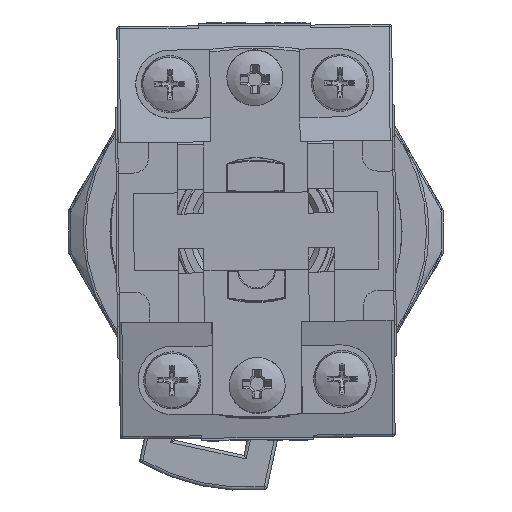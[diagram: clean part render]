
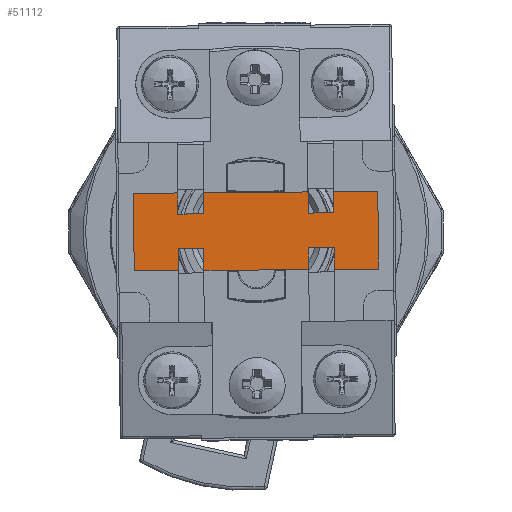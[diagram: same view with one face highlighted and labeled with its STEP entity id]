
A CAD part, front view. The second image highlights one B-rep face of the part: STEP entity #51112.
In plain terms, the highlighted face is planar.
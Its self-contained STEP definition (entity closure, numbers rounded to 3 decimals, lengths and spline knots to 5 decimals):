
#3001=LINE('',#121083,#7464);
#3016=LINE('',#121142,#7479);
#3020=LINE('',#121151,#7483);
#3023=LINE('',#121156,#7486);
#3024=LINE('',#121159,#7487);
#3029=LINE('',#121169,#7492);
#3032=LINE('',#121174,#7495);
#3037=LINE('',#121183,#7500);
#3057=LINE('',#121222,#7520);
#3059=LINE('',#121226,#7522);
#3061=LINE('',#121230,#7524);
#3064=LINE('',#121235,#7527);
#3066=LINE('',#121239,#7529);
#3069=LINE('',#121247,#7532);
#3077=LINE('',#121269,#7540);
#3079=LINE('',#121272,#7542);
#3080=LINE('',#121274,#7543);
#3081=LINE('',#121277,#7544);
#3082=LINE('',#121279,#7545);
#3083=LINE('',#121280,#7546);
#3084=LINE('',#121282,#7547);
#3085=LINE('',#121284,#7548);
#3086=LINE('',#121285,#7549);
#3087=LINE('',#121287,#7550);
#3088=LINE('',#121289,#7551);
#3089=LINE('',#121290,#7552);
#3090=LINE('',#121292,#7553);
#3091=LINE('',#121293,#7554);
#7464=VECTOR('',#64009,0.08492);
#7479=VECTOR('',#64062,0.22441);
#7483=VECTOR('',#64072,0.09843);
#7486=VECTOR('',#64077,0.08138);
#7487=VECTOR('',#64080,0.08158);
#7492=VECTOR('',#64087,0.08138);
#7495=VECTOR('',#64092,0.09843);
#7500=VECTOR('',#64101,0.08158);
#7520=VECTOR('',#64133,0.08492);
#7522=VECTOR('',#64137,0.09843);
#7524=VECTOR('',#64141,0.08492);
#7527=VECTOR('',#64146,0.09843);
#7529=VECTOR('',#64150,0.08492);
#7532=VECTOR('',#64159,0.22441);
#7540=VECTOR('',#64183,0.17097);
#7542=VECTOR('',#64187,0.09158);
#7543=VECTOR('',#64190,0.0901);
#7544=VECTOR('',#64193,0.17097);
#7545=VECTOR('',#64194,0.30036);
#7546=VECTOR('',#64195,0.17097);
#7547=VECTOR('',#64196,0.00092);
#7548=VECTOR('',#64197,0.0002);
#7549=VECTOR('',#64198,0.09021);
#7550=VECTOR('',#64199,0.08963);
#7551=VECTOR('',#64200,0.0002);
#7552=VECTOR('',#64201,0.00092);
#7553=VECTOR('',#64202,0.17097);
#7554=VECTOR('',#64203,0.30036);
#13929=FACE_OUTER_BOUND('',#16925,.T.);
#16925=EDGE_LOOP('',(#40248,#40249,#40250,#40251,#40252,#40253,#40254,#40255,
#40256,#40257,#40258,#40259,#40260,#40261,#40262,#40263,#40264,#40265,#40266,
#40267,#40268,#40269,#40270,#40271,#40272,#40273,#40274,#40275));
#23036=VERTEX_POINT('',#121080);
#23037=VERTEX_POINT('',#121082);
#23043=VERTEX_POINT('',#121135);
#23044=VERTEX_POINT('',#121140);
#23045=VERTEX_POINT('',#121148);
#23046=VERTEX_POINT('',#121150);
#23047=VERTEX_POINT('',#121154);
#23048=VERTEX_POINT('',#121158);
#23051=VERTEX_POINT('',#121166);
#23052=VERTEX_POINT('',#121168);
#23053=VERTEX_POINT('',#121172);
#23055=VERTEX_POINT('',#121181);
#23067=VERTEX_POINT('',#121219);
#23068=VERTEX_POINT('',#121221);
#23069=VERTEX_POINT('',#121225);
#23070=VERTEX_POINT('',#121229);
#23071=VERTEX_POINT('',#121233);
#23072=VERTEX_POINT('',#121237);
#23073=VERTEX_POINT('',#121244);
#23074=VERTEX_POINT('',#121246);
#23080=VERTEX_POINT('',#121268);
#23081=VERTEX_POINT('',#121276);
#23082=VERTEX_POINT('',#121278);
#23083=VERTEX_POINT('',#121281);
#23084=VERTEX_POINT('',#121283);
#23085=VERTEX_POINT('',#121286);
#23086=VERTEX_POINT('',#121288);
#23087=VERTEX_POINT('',#121291);
#29178=EDGE_CURVE('',#23036,#23037,#3001,.T.);
#29201=EDGE_CURVE('',#23044,#23043,#3016,.T.);
#29205=EDGE_CURVE('',#23045,#23046,#3020,.T.);
#29208=EDGE_CURVE('',#23047,#23045,#3023,.T.);
#29209=EDGE_CURVE('',#23046,#23048,#3024,.T.);
#29214=EDGE_CURVE('',#23051,#23052,#3029,.T.);
#29217=EDGE_CURVE('',#23053,#23051,#3032,.T.);
#29222=EDGE_CURVE('',#23055,#23053,#3037,.T.);
#29242=EDGE_CURVE('',#23067,#23068,#3057,.T.);
#29244=EDGE_CURVE('',#23068,#23069,#3059,.T.);
#29246=EDGE_CURVE('',#23069,#23070,#3061,.T.);
#29249=EDGE_CURVE('',#23071,#23036,#3064,.T.);
#29251=EDGE_CURVE('',#23072,#23071,#3066,.T.);
#29254=EDGE_CURVE('',#23073,#23074,#3069,.T.);
#29264=EDGE_CURVE('',#23080,#23037,#3077,.T.);
#29266=EDGE_CURVE('',#23072,#23043,#3079,.T.);
#29267=EDGE_CURVE('',#23044,#23070,#3080,.T.);
#29268=EDGE_CURVE('',#23067,#23081,#3081,.T.);
#29269=EDGE_CURVE('',#23081,#23082,#3082,.T.);
#29270=EDGE_CURVE('',#23082,#23048,#3083,.T.);
#29271=EDGE_CURVE('',#23083,#23047,#3084,.T.);
#29272=EDGE_CURVE('',#23084,#23083,#3085,.T.);
#29273=EDGE_CURVE('',#23084,#23074,#3086,.T.);
#29274=EDGE_CURVE('',#23073,#23085,#3087,.T.);
#29275=EDGE_CURVE('',#23086,#23085,#3088,.T.);
#29276=EDGE_CURVE('',#23052,#23086,#3089,.T.);
#29277=EDGE_CURVE('',#23055,#23087,#3090,.T.);
#29278=EDGE_CURVE('',#23087,#23080,#3091,.T.);
#40248=ORIENTED_EDGE('',*,*,#29242,.F.);
#40249=ORIENTED_EDGE('',*,*,#29268,.T.);
#40250=ORIENTED_EDGE('',*,*,#29269,.T.);
#40251=ORIENTED_EDGE('',*,*,#29270,.T.);
#40252=ORIENTED_EDGE('',*,*,#29209,.F.);
#40253=ORIENTED_EDGE('',*,*,#29205,.F.);
#40254=ORIENTED_EDGE('',*,*,#29208,.F.);
#40255=ORIENTED_EDGE('',*,*,#29271,.F.);
#40256=ORIENTED_EDGE('',*,*,#29272,.F.);
#40257=ORIENTED_EDGE('',*,*,#29273,.T.);
#40258=ORIENTED_EDGE('',*,*,#29254,.F.);
#40259=ORIENTED_EDGE('',*,*,#29274,.T.);
#40260=ORIENTED_EDGE('',*,*,#29275,.F.);
#40261=ORIENTED_EDGE('',*,*,#29276,.F.);
#40262=ORIENTED_EDGE('',*,*,#29214,.F.);
#40263=ORIENTED_EDGE('',*,*,#29217,.F.);
#40264=ORIENTED_EDGE('',*,*,#29222,.F.);
#40265=ORIENTED_EDGE('',*,*,#29277,.T.);
#40266=ORIENTED_EDGE('',*,*,#29278,.T.);
#40267=ORIENTED_EDGE('',*,*,#29264,.T.);
#40268=ORIENTED_EDGE('',*,*,#29178,.F.);
#40269=ORIENTED_EDGE('',*,*,#29249,.F.);
#40270=ORIENTED_EDGE('',*,*,#29251,.F.);
#40271=ORIENTED_EDGE('',*,*,#29266,.T.);
#40272=ORIENTED_EDGE('',*,*,#29201,.F.);
#40273=ORIENTED_EDGE('',*,*,#29267,.T.);
#40274=ORIENTED_EDGE('',*,*,#29246,.F.);
#40275=ORIENTED_EDGE('',*,*,#29244,.F.);
#47531=PLANE('',#55491);
#51112=ADVANCED_FACE('',(#13929),#47531,.F.);
#55491=AXIS2_PLACEMENT_3D('',#121275,#64191,#64192);
#64009=DIRECTION('',(0.,-1.,0.));
#64062=DIRECTION('',(1.,0.,0.));
#64072=DIRECTION('',(-1.,0.,0.));
#64077=DIRECTION('',(0.,-1.,0.));
#64080=DIRECTION('',(0.,1.,0.));
#64087=DIRECTION('',(0.,1.,0.));
#64092=DIRECTION('',(-1.,0.,0.));
#64101=DIRECTION('',(0.,-1.,0.));
#64133=DIRECTION('',(0.,1.,0.));
#64137=DIRECTION('',(1.,0.,0.));
#64141=DIRECTION('',(0.,-1.,0.));
#64146=DIRECTION('',(1.,0.,0.));
#64150=DIRECTION('',(0.,1.,0.));
#64159=DIRECTION('',(-1.,0.,0.));
#64183=DIRECTION('',(-1.,0.,0.));
#64187=DIRECTION('',(-1.,0.,0.));
#64190=DIRECTION('',(-1.,0.,0.));
#64191=DIRECTION('center_axis',(0.,0.,1.));
#64192=DIRECTION('ref_axis',(1.,0.,0.));
#64193=DIRECTION('',(-1.,0.,0.));
#64194=DIRECTION('',(0.,1.,0.));
#64195=DIRECTION('',(1.,0.,0.));
#64196=DIRECTION('',(-1.,0.,0.));
#64197=DIRECTION('',(0.,-1.,0.));
#64198=DIRECTION('',(1.,0.,0.));
#64199=DIRECTION('',(1.,0.,0.));
#64200=DIRECTION('',(0.,1.,0.));
#64201=DIRECTION('',(-1.,0.,0.));
#64202=DIRECTION('',(1.,0.,0.));
#64203=DIRECTION('',(0.,-1.,0.));
#121080=CARTESIAN_POINT('',(0.30147,0.65484,0.01969));
#121082=CARTESIAN_POINT('',(0.30147,0.56992,0.01969));
#121083=CARTESIAN_POINT('',(0.30147,0.65484,0.01969));
#121135=CARTESIAN_POINT('',(0.11147,0.56992,0.01969));
#121140=CARTESIAN_POINT('',(-0.11294,0.56992,0.01969));
#121142=CARTESIAN_POINT('',(-0.11294,0.56992,0.01969));
#121148=CARTESIAN_POINT('',(-0.20305,0.7887,0.01969));
#121150=CARTESIAN_POINT('',(-0.30147,0.7887,0.01969));
#121151=CARTESIAN_POINT('',(-0.20305,0.7887,0.01969));
#121154=CARTESIAN_POINT('',(-0.20305,0.87008,0.01969));
#121156=CARTESIAN_POINT('',(-0.20305,0.87008,0.01969));
#121158=CARTESIAN_POINT('',(-0.30147,0.87028,0.01969));
#121159=CARTESIAN_POINT('',(-0.30147,0.7887,0.01969));
#121166=CARTESIAN_POINT('',(0.20305,0.7887,0.01969));
#121168=CARTESIAN_POINT('',(0.20305,0.87008,0.01969));
#121169=CARTESIAN_POINT('',(0.20305,0.7887,0.01969));
#121172=CARTESIAN_POINT('',(0.30147,0.7887,0.01969));
#121174=CARTESIAN_POINT('',(0.30147,0.7887,0.01969));
#121181=CARTESIAN_POINT('',(0.30147,0.87028,0.01969));
#121183=CARTESIAN_POINT('',(0.30147,0.87028,0.01969));
#121219=CARTESIAN_POINT('',(-0.30147,0.56992,0.01969));
#121221=CARTESIAN_POINT('',(-0.30147,0.65484,0.01969));
#121222=CARTESIAN_POINT('',(-0.30147,0.56992,0.01969));
#121225=CARTESIAN_POINT('',(-0.20305,0.65484,0.01969));
#121226=CARTESIAN_POINT('',(-0.30147,0.65484,0.01969));
#121229=CARTESIAN_POINT('',(-0.20305,0.56992,0.01969));
#121230=CARTESIAN_POINT('',(-0.20305,0.65484,0.01969));
#121233=CARTESIAN_POINT('',(0.20305,0.65484,0.01969));
#121235=CARTESIAN_POINT('',(0.20305,0.65484,0.01969));
#121237=CARTESIAN_POINT('',(0.20305,0.56992,0.01969));
#121239=CARTESIAN_POINT('',(0.20305,0.56992,0.01969));
#121244=CARTESIAN_POINT('',(0.11249,0.87028,0.01969));
#121246=CARTESIAN_POINT('',(-0.11191,0.87028,0.01969));
#121247=CARTESIAN_POINT('',(0.11249,0.87028,0.01969));
#121268=CARTESIAN_POINT('',(0.47244,0.56992,0.01969));
#121269=CARTESIAN_POINT('',(0.47244,0.56992,0.01969));
#121272=CARTESIAN_POINT('',(0.20305,0.56992,0.01969));
#121274=CARTESIAN_POINT('',(-0.11294,0.56992,0.01969));
#121275=CARTESIAN_POINT('Origin',(0.,0.7201,
0.01969));
#121276=CARTESIAN_POINT('',(-0.47244,0.56992,0.01969));
#121277=CARTESIAN_POINT('',(-0.30147,0.56992,0.01969));
#121278=CARTESIAN_POINT('',(-0.47244,0.87028,0.01969));
#121279=CARTESIAN_POINT('',(-0.47244,0.56992,0.01969));
#121280=CARTESIAN_POINT('',(-0.47244,0.87028,0.01969));
#121281=CARTESIAN_POINT('',(-0.20213,0.87008,0.01969));
#121282=CARTESIAN_POINT('',(-0.20213,0.87008,0.01969));
#121283=CARTESIAN_POINT('',(-0.20213,0.87028,0.01969));
#121284=CARTESIAN_POINT('',(-0.20213,0.87028,0.01969));
#121285=CARTESIAN_POINT('',(-0.20213,0.87028,0.01969));
#121286=CARTESIAN_POINT('',(0.20213,0.87028,0.01969));
#121287=CARTESIAN_POINT('',(0.11249,0.87028,0.01969));
#121288=CARTESIAN_POINT('',(0.20213,0.87008,0.01969));
#121289=CARTESIAN_POINT('',(0.20213,0.87008,0.01969));
#121290=CARTESIAN_POINT('',(0.20305,0.87008,0.01969));
#121291=CARTESIAN_POINT('',(0.47244,0.87028,0.01969));
#121292=CARTESIAN_POINT('',(0.30147,0.87028,0.01969));
#121293=CARTESIAN_POINT('',(0.47244,0.87028,0.01969));
